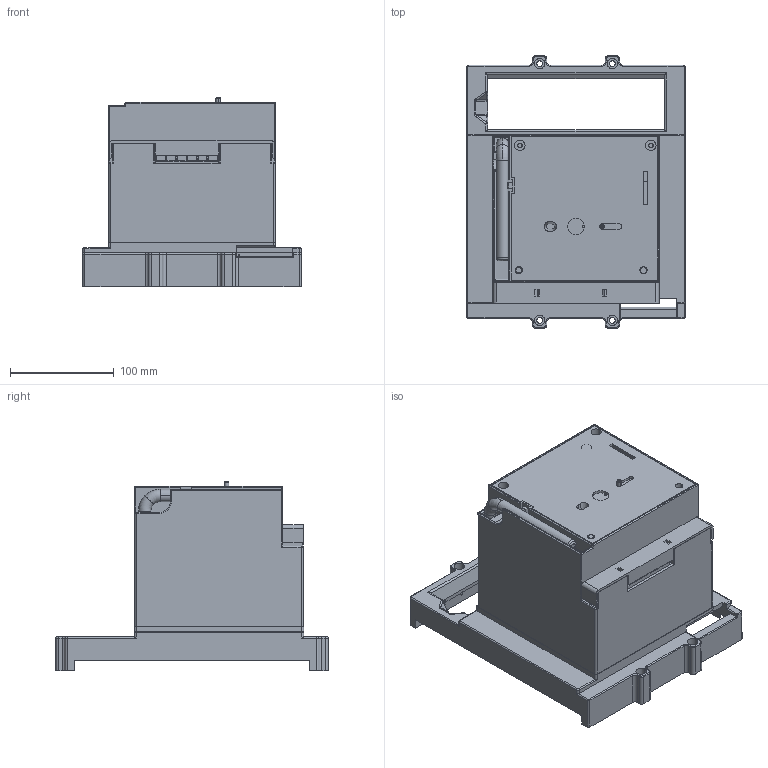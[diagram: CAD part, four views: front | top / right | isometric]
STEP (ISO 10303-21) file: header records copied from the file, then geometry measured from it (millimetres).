
FILE_DESCRIPTION((''),'2;1');
FILE_NAME('9M6_-10001_ASM','2022-06-30T14:17:34',('zhxmin'),(''),'CREO PARAMETRIC BY PTC INC, 2020044','CREO PARAMETRIC BY PTC INC, 2020044','');
FILE_SCHEMA(('CONFIG_CONTROL_DESIGN','SHAPE_APPEARANCE_LAYERS_GROUPS'));
Products named in the file (18): 140_568; 000; WL8_253_154_2; WF5_253_513_00; WF8_300_537_000; 2WF8_310_594_0; 2WL8_261_278_-9M600; 0002_ASM; SY8_261_018__00; WL8_150____NDM5-1600; WF8_024_1329___0001; CD4-160000_ASM; 9M6_-1_10001_ASM; _250001; _10001; WL8_024_1281_9M6--0002_ASM; WL8_024_1281_9M6--0001_ASM; 9M6_-10001_ASM
Assembly tree (17 placements, depth 4):
  9M6_-10001_ASM
    9M6_-1_10001_ASM
      140_568
      000
      WL8_253_154_2
      WF5_253_513_00
      WF8_300_537_000
      2WF8_310_594_0
      0002_ASM
        2WL8_261_278_-9M600
      CD4-160000_ASM
        SY8_261_018__00
        WL8_150____NDM5-1600
        WF8_024_1329___0001
    WL8_024_1281_9M6--0001_ASM
      WL8_024_1281_9M6--0002_ASM
        _250001
        _10001
Bounding box: 210 x 262 x 182.3 mm (x, y, z)
Volume: 864650.5 mm3; surface area: 622761.4 mm2
Topology: 12 solids, 12 shells, 2103 faces, 5688 edges, 3673 vertices
Faces by surface type: plane 1339, cylinder 563, extrusion 49, torus 47, cone 46, sphere 33, bspline 26
Entity records: 78613 total; most frequent: CARTESIAN_POINT 15425, ORIENTED_EDGE 11310, DIRECTION 10956, EDGE_CURVE 5655, VECTOR 4234, LINE 4185, VERTEX_POINT 3673, AXIS2_PLACEMENT_3D 3361
